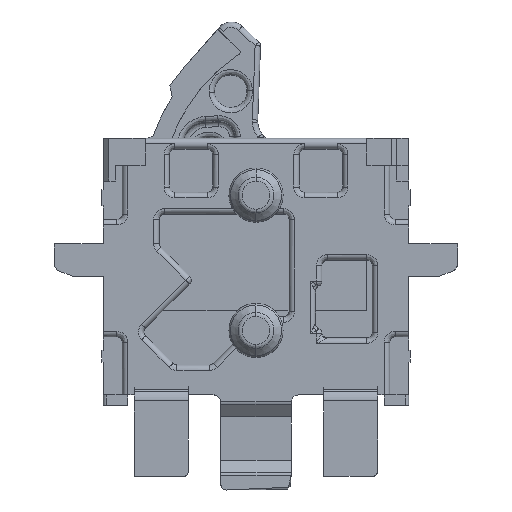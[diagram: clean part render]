
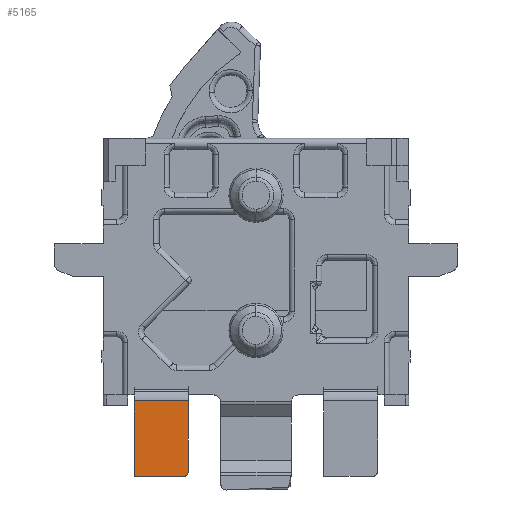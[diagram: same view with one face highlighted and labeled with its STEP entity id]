
A CAD part, front view. The second image highlights one B-rep face of the part: STEP entity #5165.
In plain terms, the highlighted planar face has unit normal (0, -1, 0).
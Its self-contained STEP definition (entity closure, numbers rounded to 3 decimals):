
#60 = DIRECTION ( 'NONE',  ( 0., 0., -1. ) ) ;
#112 = ORIENTED_EDGE ( 'NONE', *, *, #5556, .F. ) ;
#1308 = EDGE_CURVE ( 'NONE', #13917, #15490, #15967, .T. ) ;
#1497 = LINE ( 'NONE', #15764, #11299 ) ;
#2792 = VERTEX_POINT ( 'NONE', #13631 ) ;
#2936 = DIRECTION ( 'NONE',  ( 1., 0., 0. ) ) ;
#3127 = DIRECTION ( 'NONE',  ( 1., 0., 0. ) ) ;
#3933 = CARTESIAN_POINT ( 'NONE',  ( -1.27, 0., -3.788 ) ) ;
#4024 = EDGE_CURVE ( 'NONE', #2792, #15490, #4050, .T. ) ;
#4050 = LINE ( 'NONE', #11658, #8917 ) ;
#4635 = VECTOR ( 'NONE', #3127, 1000. ) ;
#4962 = CARTESIAN_POINT ( 'NONE',  ( -1.343, 0., -3.86 ) ) ;
#5138 = CARTESIAN_POINT ( 'NONE',  ( -1.27, 0., -3.86 ) ) ;
#5142 = CARTESIAN_POINT ( 'NONE',  ( -1.27, 0., -3.76 ) ) ;
#5165 = ADVANCED_FACE ( 'NONE', ( #8244 ), #6494, .T. ) ;
#5385 = ORIENTED_EDGE ( 'NONE', *, *, #10509, .T. ) ;
#5556 = EDGE_CURVE ( 'NONE', #10398, #2792, #14781, .T. ) ;
#6296 = EDGE_LOOP ( 'NONE', ( #112, #5385, #8002, #15870, #15448 ) ) ;
#6474 = CARTESIAN_POINT ( 'NONE',  ( -1.28, 0., -3.812 ) ) ;
#6494 = PLANE ( 'NONE',  #9223 ) ;
#7831 = CARTESIAN_POINT ( 'NONE',  ( -1.27, 0., -3.76 ) ) ;
#7935 = DIRECTION ( 'NONE',  ( 0., 0., -1. ) ) ;
#8002 = ORIENTED_EDGE ( 'NONE', *, *, #15009, .T. ) ;
#8244 = FACE_OUTER_BOUND ( 'NONE', #6296, .T. ) ;
#8917 = VECTOR ( 'NONE', #7935, 1000. ) ;
#9216 = CARTESIAN_POINT ( 'NONE',  ( -1.37, 0., -3.86 ) ) ;
#9223 = AXIS2_PLACEMENT_3D ( 'NONE', #5138, #11650, #60 ) ;
#9273 = CARTESIAN_POINT ( 'NONE',  ( -2.27, 0., -3.86 ) ) ;
#10398 = VERTEX_POINT ( 'NONE', #14088 ) ;
#10509 = EDGE_CURVE ( 'NONE', #10398, #13502, #15662, .T. ) ;
#11299 = VECTOR ( 'NONE', #2936, 1000. ) ;
#11650 = DIRECTION ( 'NONE',  ( 0., -1., 0. ) ) ;
#11658 = CARTESIAN_POINT ( 'NONE',  ( -1.27, 0., -3.76 ) ) ;
#12371 = CARTESIAN_POINT ( 'NONE',  ( -2.27, 0., -3.86 ) ) ;
#12430 = VECTOR ( 'NONE', #15581, 1000. ) ;
#13502 = VERTEX_POINT ( 'NONE', #12371 ) ;
#13631 = CARTESIAN_POINT ( 'NONE',  ( -1.27, 0., -2.464 ) ) ;
#13701 = CARTESIAN_POINT ( 'NONE',  ( -1.27, 0., -2.464 ) ) ;
#13917 = VERTEX_POINT ( 'NONE', #9216 ) ;
#14088 = CARTESIAN_POINT ( 'NONE',  ( -2.27, 0., -2.464 ) ) ;
#14781 = LINE ( 'NONE', #13701, #4635 ) ;
#15009 = EDGE_CURVE ( 'NONE', #13502, #13917, #1497, .T. ) ;
#15448 = ORIENTED_EDGE ( 'NONE', *, *, #4024, .F. ) ;
#15490 = VERTEX_POINT ( 'NONE', #5142 ) ;
#15496 = CARTESIAN_POINT ( 'NONE',  ( -1.37, 0., -3.86 ) ) ;
#15581 = DIRECTION ( 'NONE',  ( 0., 0., -1. ) ) ;
#15662 = LINE ( 'NONE', #9273, #12430 ) ;
#15764 = CARTESIAN_POINT ( 'NONE',  ( -1.27, 0., -3.86 ) ) ;
#15870 = ORIENTED_EDGE ( 'NONE', *, *, #1308, .T. ) ;
#15967 = B_SPLINE_CURVE_WITH_KNOTS ( 'NONE', 3,
 ( #15496, #4962, #16668, #6474, #3933, #7831 ),
 .UNSPECIFIED., .F., .F.,
 ( 4, 2, 4 ),
 ( 0., 0.5, 1. ),
 .UNSPECIFIED. ) ;
#16668 = CARTESIAN_POINT ( 'NONE',  ( -1.319, 0., -3.85 ) ) ;
